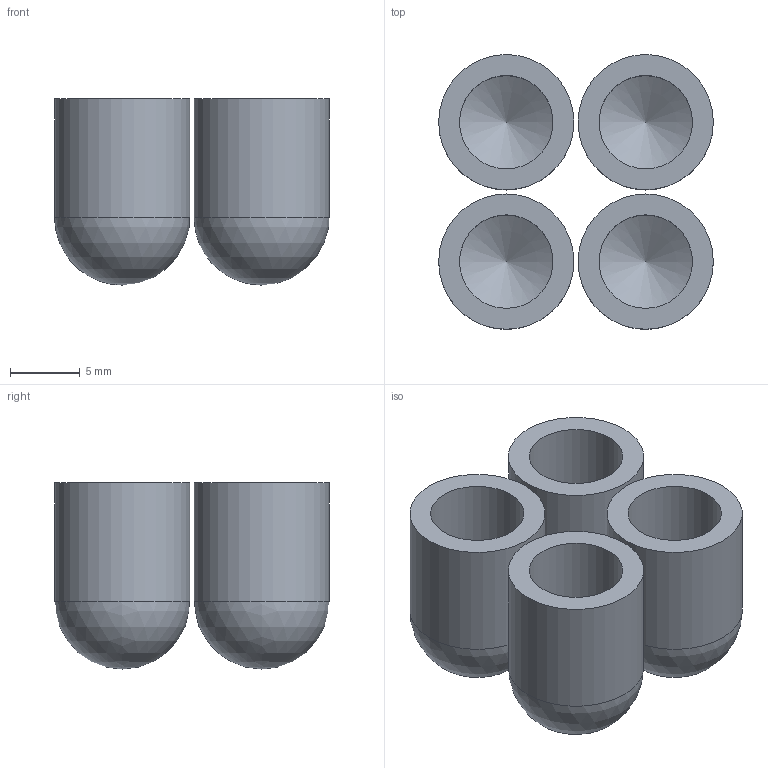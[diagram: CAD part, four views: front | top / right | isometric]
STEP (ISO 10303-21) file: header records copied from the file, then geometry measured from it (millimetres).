
FILE_DESCRIPTION(/* description */ (''),/* implementation_level */ '2;1');
FILE_NAME(/* name */ 'pied_fer_pices.step',/* time_stamp */ '2025-06-22T17:33:23+02:00',/* author */ (''),/* organization */ (''),/* preprocessor_version */ 'ST-DEVELOPER v20.1',/* originating_system */ 'Autodesk Translation Framework v14.10.0.0',/* authorisation */ '');
FILE_SCHEMA (('AUTOMOTIVE_DESIGN { 1 0 10303 214 3 1 1 }'));
Length unit declared in the file: millimetre
Products named in the file (1): pied_fer_épices
Bounding box: 19.7 x 19.7 x 13.35 mm (x, y, z)
Volume: 2289.5 mm3; surface area: 3686.7 mm2
Topology: 8 solids, 8 shells, 28 faces, 52 edges, 32 vertices
Faces by surface type: cylinder 12, plane 8, cone 4, sphere 4
Full cylindrical faces by diameter (mm): 6.7 x8, 9.7 x4
Entity records: 702 total; most frequent: DIRECTION 130, CARTESIAN_POINT 105, ORIENTED_EDGE 88, AXIS2_PLACEMENT_3D 57, EDGE_CURVE 44, EDGE_LOOP 36, VERTEX_POINT 32, FACE_OUTER_BOUND 28
